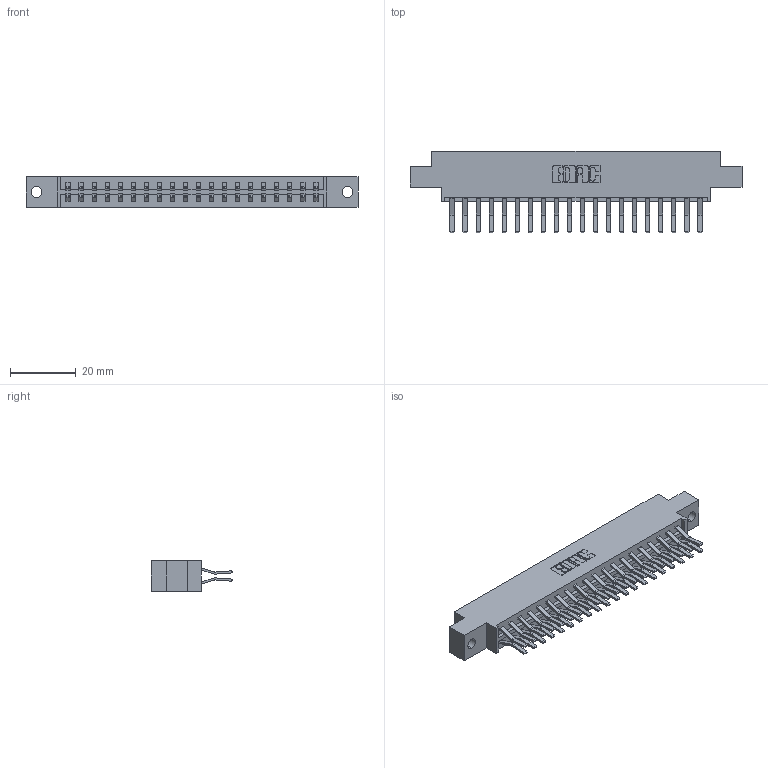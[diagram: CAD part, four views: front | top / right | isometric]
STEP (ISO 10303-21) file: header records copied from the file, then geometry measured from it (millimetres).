
FILE_DESCRIPTION (( 'STEP AP203' ), '1' );
FILE_NAME ('833-040-560-802.STEP', '2020-06-03T18:24:42', ( '' ), ( '' ), 'SwSTEP 2.0', 'SolidWorks 2020', '' );
FILE_SCHEMA (( 'CONFIG_CONTROL_DESIGN' ));
Length unit declared in the file: inch
Products named in the file (3): 833 Part_Offset - .128 Dia; 345-292-001_560 Tail; 833-040-560-802
Assembly tree (41 placements, depth 2):
  833-040-560-802
    833 Part_Offset - .128 Dia
    345-292-001_560 Tail  x40
Bounding box: 100.79 x 24.78 x 9.4 mm (x, y, z)
Volume: 10081.8 mm3; surface area: 12378.2 mm2
Topology: 41 solids, 41 shells, 2278 faces, 6763 edges, 4454 vertices
Faces by surface type: plane 1514, cylinder 764
Entity records: 15935 total; most frequent: CARTESIAN_POINT 2670, ORIENTED_EDGE 2606, DIRECTION 2323, EDGE_CURVE 1303, LINE 1171, VECTOR 1171, VERTEX_POINT 866, AXIS2_PLACEMENT_3D 576
